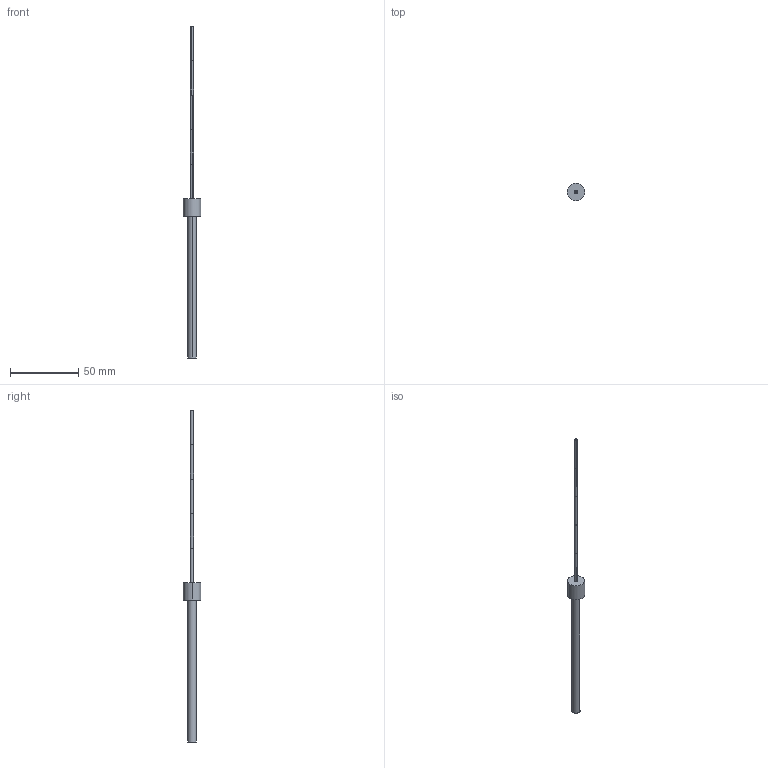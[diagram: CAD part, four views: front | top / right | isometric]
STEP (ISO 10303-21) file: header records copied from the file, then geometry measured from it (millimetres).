
FILE_DESCRIPTION((''),'2;1');
FILE_NAME('193954_ASM','2016-03-09T',('pdmadmin'),(''),'PRO/ENGINEER BY PARAMETRIC TECHNOLOGY CORPORATION, 2013230','PRO/ENGINEER BY PARAMETRIC TECHNOLOGY CORPORATION, 2013230','');
FILE_SCHEMA(('CONFIG_CONTROL_DESIGN'));
Length unit declared in the file: inch
Products named in the file (5): 39356; 39384; 39681; 42877_ASM; 193954_ASM
Assembly tree (8 placements, depth 3):
  193954_ASM
    42877_ASM
      39356
      39384
      39681  x5
Bounding box: 12.7 x 12.7 x 244.09 mm (x, y, z)
Volume: 4789.4 mm3; surface area: 5507.1 mm2
Topology: 7 solids, 7 shells, 50 faces, 100 edges, 64 vertices
Faces by surface type: cylinder 32, plane 14, cone 4
Entity records: 893 total; most frequent: DIRECTION 176, CARTESIAN_POINT 130, ORIENTED_EDGE 104, AXIS2_PLACEMENT_3D 78, EDGE_CURVE 52, VERTEX_POINT 32, EDGE_LOOP 32, CIRCLE 32
